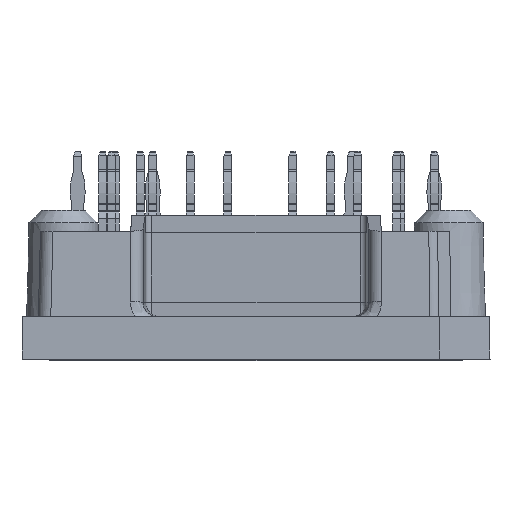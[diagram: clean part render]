
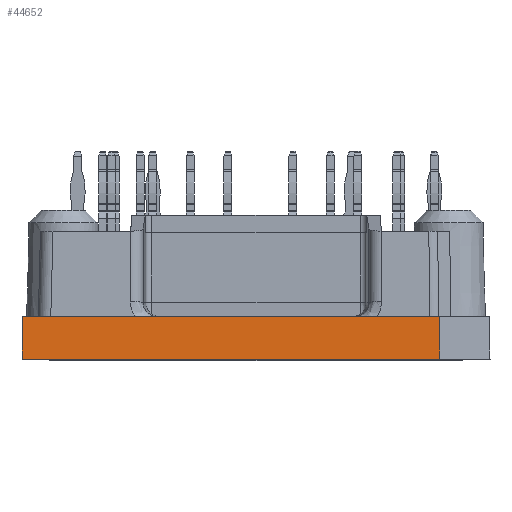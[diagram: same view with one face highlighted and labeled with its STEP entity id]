
A CAD part, left-side view. The second image highlights one B-rep face of the part: STEP entity #44652.
In plain terms, the highlighted planar face has unit normal (-1, 0, 0.018).
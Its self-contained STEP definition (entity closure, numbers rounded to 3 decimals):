
#3463=ORIENTED_EDGE('',*,*,#13117,.T.);
#3464=ORIENTED_EDGE('',*,*,#13118,.F.);
#3465=ORIENTED_EDGE('',*,*,#13119,.T.);
#3466=ORIENTED_EDGE('',*,*,#13060,.T.);
#13060=EDGE_CURVE('',#17892,#17896,#21188,.F.);
#13117=EDGE_CURVE('',#17896,#17930,#21228,.F.);
#13118=EDGE_CURVE('',#17931,#17930,#21229,.F.);
#13119=EDGE_CURVE('',#17931,#17892,#21230,.T.);
#17892=VERTEX_POINT('',#59024);
#17896=VERTEX_POINT('',#59032);
#17930=VERTEX_POINT('',#59149);
#17931=VERTEX_POINT('',#59153);
#21188=LINE('',#59033,#24300);
#21228=LINE('',#59150,#24340);
#21229=LINE('',#59152,#24341);
#21230=LINE('',#59154,#24342);
#24300=VECTOR('',#50067,1000.);
#24340=VECTOR('',#50193,1000.);
#24341=VECTOR('',#50196,1000.);
#24342=VECTOR('',#50197,1000.);
#27304=EDGE_LOOP('',(#3463,#3464,#3465,#3466));
#29216=FACE_BOUND('',#27304,.T.);
#31030=PLANE('',#46599);
#44652=ADVANCED_FACE('',(#29216),#31030,.T.);
#46599=AXIS2_PLACEMENT_3D('',#59151,#50194,#50195);
#50067=DIRECTION('',(0.,1.,0.));
#50193=DIRECTION('',(-0.017,-0.007,-1.));
#50194=DIRECTION('',(-1.,0.,0.017));
#50195=DIRECTION('',(0.017,0.,1.));
#50196=DIRECTION('',(0.,1.,0.));
#50197=DIRECTION('',(-0.017,0.017,-1.));
#59024=CARTESIAN_POINT('',(-41.,18.7,0.));
#59032=CARTESIAN_POINT('',(-41.,-14.7,0.));
#59033=CARTESIAN_POINT('',(-41.,0.,0.));
#59149=CARTESIAN_POINT('',(-40.941,-14.675,3.4));
#59150=CARTESIAN_POINT('',(-40.998,-14.699,0.134));
#59151=CARTESIAN_POINT('',(-41.,0.,0.));
#59152=CARTESIAN_POINT('',(-40.941,0.,3.4));
#59153=CARTESIAN_POINT('',(-40.941,18.641,3.4));
#59154=CARTESIAN_POINT('',(-40.994,18.694,0.326));
